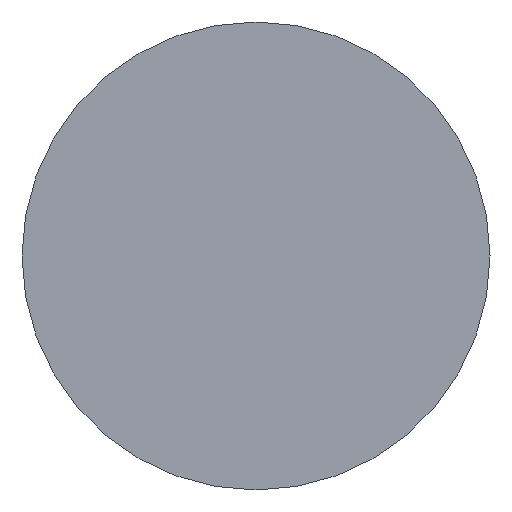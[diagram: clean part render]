
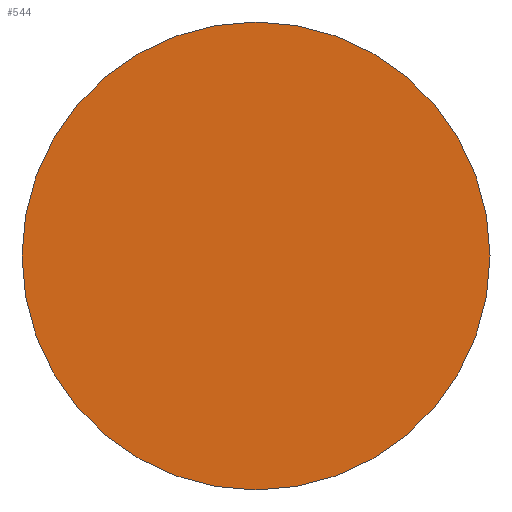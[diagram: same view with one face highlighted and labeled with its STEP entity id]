
A CAD part, left-side view. The second image highlights one B-rep face of the part: STEP entity #544.
In plain terms, the highlighted planar face has unit normal (-1, 0, 0).
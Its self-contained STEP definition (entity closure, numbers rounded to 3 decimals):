
#4 = ORIENTED_EDGE ( 'NONE', *, *, #139, .F. ) ;
#29 = DIRECTION ( 'NONE',  ( 0., 0., 1. ) ) ;
#36 = FACE_OUTER_BOUND ( 'NONE', #172, .T. ) ;
#70 = AXIS2_PLACEMENT_3D ( 'NONE', #89, #256, #472 ) ;
#81 = CARTESIAN_POINT ( 'NONE',  ( -246.376, 22.236, -62.276 ) ) ;
#89 = CARTESIAN_POINT ( 'NONE',  ( -246.376, 22.236, -4.276 ) ) ;
#112 = VERTEX_POINT ( 'NONE', #688 ) ;
#139 = EDGE_CURVE ( 'NONE', #112, #357, #503, .T. ) ;
#167 = DIRECTION ( 'NONE',  ( 1., 0., 0. ) ) ;
#172 = EDGE_LOOP ( 'NONE', ( #622, #344, #4 ) ) ;
#197 = DIRECTION ( 'NONE',  ( -1., 0., 0. ) ) ;
#206 = EDGE_CURVE ( 'NONE', #357, #396, #297, .T. ) ;
#222 = CARTESIAN_POINT ( 'NONE',  ( -246.376, 22.236, -4.276 ) ) ;
#256 = DIRECTION ( 'NONE',  ( 1., 0., 0. ) ) ;
#273 = CIRCLE ( 'NONE', #284, 58. ) ;
#284 = AXIS2_PLACEMENT_3D ( 'NONE', #559, #454, #575 ) ;
#297 = CIRCLE ( 'NONE', #582, 58. ) ;
#337 = DIRECTION ( 'NONE',  ( 0., 0., -1. ) ) ;
#344 = ORIENTED_EDGE ( 'NONE', *, *, #206, .F. ) ;
#357 = VERTEX_POINT ( 'NONE', #693 ) ;
#396 = VERTEX_POINT ( 'NONE', #81 ) ;
#446 = AXIS2_PLACEMENT_3D ( 'NONE', #678, #197, #29 ) ;
#451 = EDGE_CURVE ( 'NONE', #396, #112, #273, .T. ) ;
#454 = DIRECTION ( 'NONE',  ( 1., 0., 0. ) ) ;
#472 = DIRECTION ( 'NONE',  ( 0., 0., -1. ) ) ;
#503 = CIRCLE ( 'NONE', #70, 58. ) ;
#544 = ADVANCED_FACE ( 'NONE', ( #36 ), #685, .T. ) ;
#559 = CARTESIAN_POINT ( 'NONE',  ( -246.376, 22.236, -4.276 ) ) ;
#575 = DIRECTION ( 'NONE',  ( 0., 0., -1. ) ) ;
#582 = AXIS2_PLACEMENT_3D ( 'NONE', #222, #167, #337 ) ;
#622 = ORIENTED_EDGE ( 'NONE', *, *, #451, .F. ) ;
#678 = CARTESIAN_POINT ( 'NONE',  ( -246.376, 22.236, -62.276 ) ) ;
#685 = PLANE ( 'NONE',  #446 ) ;
#688 = CARTESIAN_POINT ( 'NONE',  ( -246.376, 80.236, -4.276 ) ) ;
#693 = CARTESIAN_POINT ( 'NONE',  ( -246.376, 22.236, 53.724 ) ) ;
